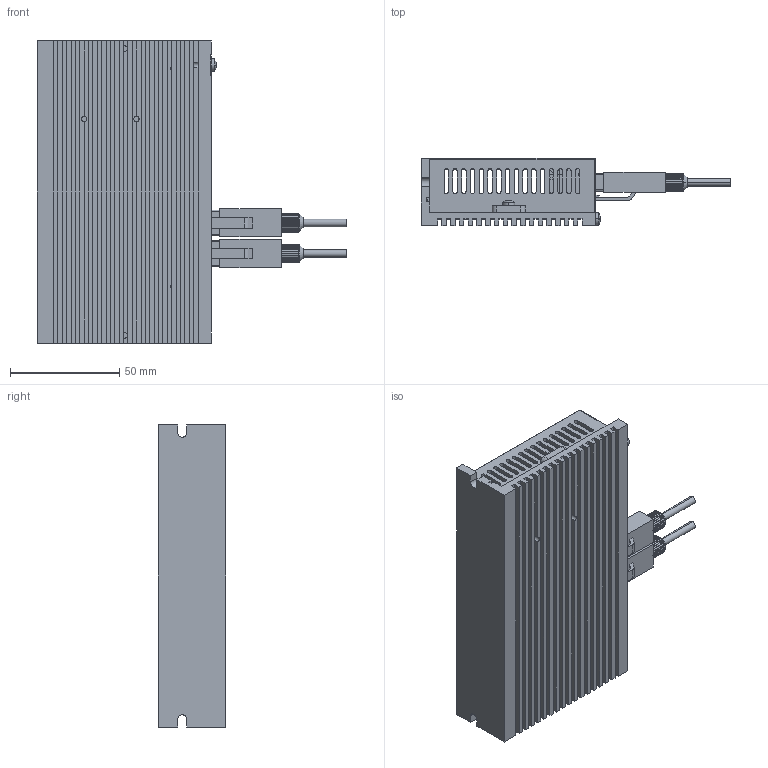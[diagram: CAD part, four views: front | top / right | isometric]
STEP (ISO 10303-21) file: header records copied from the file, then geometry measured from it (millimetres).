
FILE_DESCRIPTION (( 'STEP AP214' ), '1' );
FILE_NAME ('STF05_10-ECX-H.STEP', '2020-05-09T08:09:38', ( '' ), ( '' ), 'SwSTEP 2.0', 'SolidWorks 2015', '' );
FILE_SCHEMA (( 'AUTOMOTIVE_DESIGN' ));
Length unit declared in the file: millimetre
Products named in the file (1): STF05_10-ECX-H
Bounding box: 141.5 x 30.8 x 138 mm (x, y, z)
Volume: 130469.7 mm3; surface area: 124336.2 mm2
Topology: 38 solids, 38 shells, 4671 faces, 12626 edges, 8185 vertices
Faces by surface type: plane 2777, cylinder 1382, bspline 254, cone 234, sphere 16, torus 8
Entity records: 205552 total; most frequent: CARTESIAN_POINT 36573, ORIENTED_EDGE 25212, DIRECTION 23306, EDGE_CURVE 12606, LINE 8468, VECTOR 8468, VERTEX_POINT 8185, AXIS2_PLACEMENT_3D 7419
